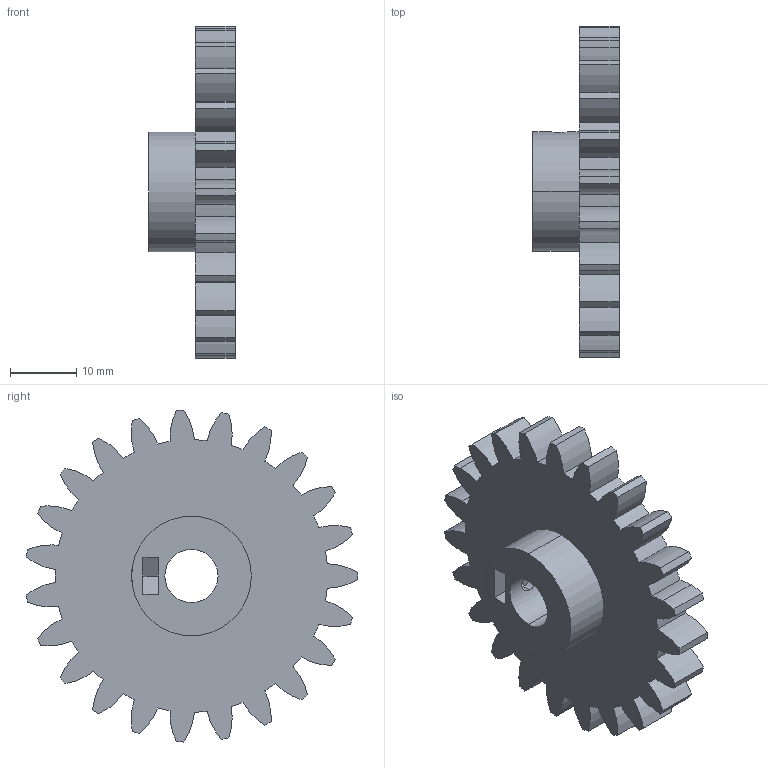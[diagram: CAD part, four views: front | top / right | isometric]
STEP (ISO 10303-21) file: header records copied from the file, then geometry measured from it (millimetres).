
FILE_DESCRIPTION (( 'STEP AP203' ), '1' );
FILE_NAME ('gear_driven_wheel_ver1.STEP', '2025-09-03T14:29:46', ( '' ), ( '' ), 'SwSTEP 2.0', 'SolidWorks 2025', '' );
FILE_SCHEMA (( 'CONFIG_CONTROL_DESIGN' ));
Length unit declared in the file: millimetre
Products named in the file (2): spur gear_am_Metric - Spur gear 2M 23T 20PA 6FW ---S23O18H13L8N; gear_driven_wheel_ver1
Assembly tree (1 placements, depth 2):
  gear_driven_wheel_ver1
    spur gear_am_Metric - Spur gear 2M 23T 20PA 6FW ---S23O18H13L8N
Bounding box: 13 x 49.84 x 49.95 mm (x, y, z)
Volume: 10710.9 mm3; surface area: 5691.3 mm2
Topology: 1 solids, 1 shells, 116 faces, 336 edges, 224 vertices
Faces by surface type: cylinder 103, plane 13
Entity records: 4242 total; most frequent: CARTESIAN_POINT 780, DIRECTION 774, ORIENTED_EDGE 672, EDGE_CURVE 336, AXIS2_PLACEMENT_3D 322, VERTEX_POINT 224, CIRCLE 202, VECTOR 130
